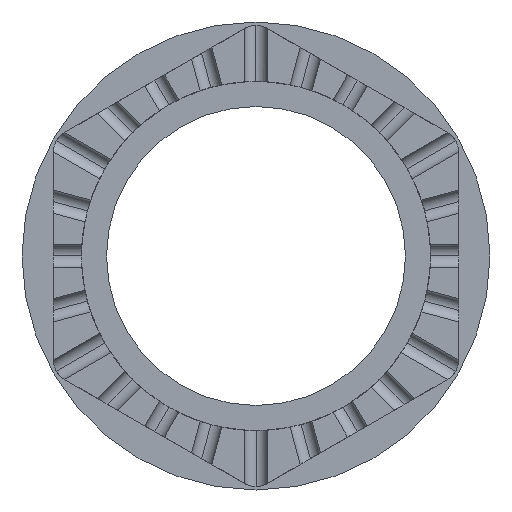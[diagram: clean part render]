
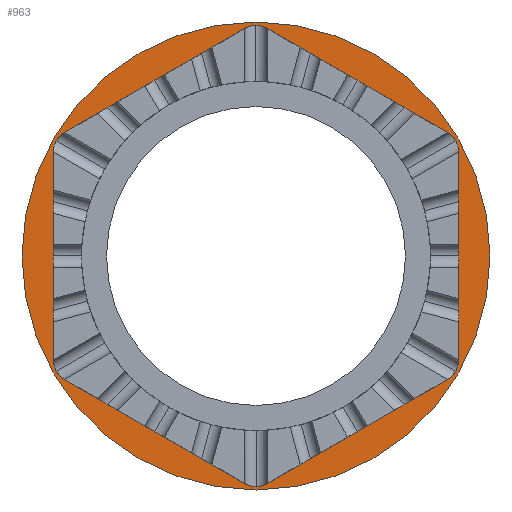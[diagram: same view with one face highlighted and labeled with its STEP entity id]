
A CAD part, left-side view. The second image highlights one B-rep face of the part: STEP entity #963.
In plain terms, the highlighted planar face has unit normal (-1, 0, 0).
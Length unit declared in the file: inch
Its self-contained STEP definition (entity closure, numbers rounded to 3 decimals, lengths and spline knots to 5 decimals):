
#1 = CIRCLE ( 'NONE', #4632, 0.125 ) ;
#44 = AXIS2_PLACEMENT_3D ( 'NONE', #1115, #4585, #142 ) ;
#95 = DIRECTION ( 'NONE',  ( 0., 0., -1. ) ) ;
#97 = CARTESIAN_POINT ( 'NONE',  ( -26.42107, 7.9375, 28.86205 ) ) ;
#114 = CARTESIAN_POINT ( 'NONE',  ( -26.42107, 6.875, 29.47548 ) ) ;
#142 = DIRECTION ( 'NONE',  ( 0., 0., 1. ) ) ;
#150 = VECTOR ( 'NONE', #2368, 39.37008 ) ;
#251 = DIRECTION ( 'NONE',  ( 0., -0.866, 0.5 ) ) ;
#257 = EDGE_CURVE ( 'NONE', #956, #3845, #2410, .T. ) ;
#321 = DIRECTION ( 'NONE',  ( 1., 0., 0. ) ) ;
#358 = CARTESIAN_POINT ( 'NONE',  ( -26.42107, 7.9375, 31.38795 ) ) ;
#433 = AXIS2_PLACEMENT_3D ( 'NONE', #3008, #2707, #1726 ) ;
#497 = LINE ( 'NONE', #114, #1061 ) ;
#532 = DIRECTION ( 'NONE',  ( 0., 0., -1. ) ) ;
#539 = ORIENTED_EDGE ( 'NONE', *, *, #2429, .T. ) ;
#545 = AXIS2_PLACEMENT_3D ( 'NONE', #4490, #3717, #4066 ) ;
#595 = CARTESIAN_POINT ( 'NONE',  ( -26.42107, 6.875, 30.77452 ) ) ;
#684 = EDGE_CURVE ( 'NONE', #4686, #3433, #3252, .T. ) ;
#695 = EDGE_CURVE ( 'NONE', #1948, #1355, #1251, .T. ) ;
#717 = CARTESIAN_POINT ( 'NONE',  ( -26.42107, 6.9375, 30.8106 ) ) ;
#763 = EDGE_LOOP ( 'NONE', ( #961, #1615 ) ) ;
#787 = LINE ( 'NONE', #5511, #2566 ) ;
#805 = EDGE_CURVE ( 'NONE', #4590, #5607, #2668, .T. ) ;
#807 = VECTOR ( 'NONE', #2313, 39.37008 ) ;
#848 = VERTEX_POINT ( 'NONE', #2028 ) ;
#895 = DIRECTION ( 'NONE',  ( 1., 0., 0. ) ) ;
#956 = VERTEX_POINT ( 'NONE', #97 ) ;
#961 = ORIENTED_EDGE ( 'NONE', *, *, #2176, .T. ) ;
#963 = ADVANCED_FACE ( 'NONE', ( #4933, #1830 ), #3219, .F. ) ;
#1004 = AXIS2_PLACEMENT_3D ( 'NONE', #3569, #4511, #1405 ) ;
#1024 = CARTESIAN_POINT ( 'NONE',  ( -26.42107, 9.0625, 29.4394 ) ) ;
#1047 = EDGE_CURVE ( 'NONE', #956, #4744, #1, .T. ) ;
#1061 = VECTOR ( 'NONE', #4363, 39.37008 ) ;
#1115 = CARTESIAN_POINT ( 'NONE',  ( -26.42107, 8., 30.125 ) ) ;
#1139 = CARTESIAN_POINT ( 'NONE',  ( -26.42107, 6.875, 30.70235 ) ) ;
#1251 = CIRCLE ( 'NONE', #1978, 0.125 ) ;
#1318 = LINE ( 'NONE', #3057, #4973 ) ;
#1355 = VERTEX_POINT ( 'NONE', #5534 ) ;
#1379 = VERTEX_POINT ( 'NONE', #1139 ) ;
#1398 = DIRECTION ( 'NONE',  ( 1., 0., 0. ) ) ;
#1405 = DIRECTION ( 'NONE',  ( 0., 0., -1. ) ) ;
#1615 = ORIENTED_EDGE ( 'NONE', *, *, #2742, .T. ) ;
#1630 = DIRECTION ( 'NONE',  ( 0., 0., -1. ) ) ;
#1697 = ORIENTED_EDGE ( 'NONE', *, *, #257, .F. ) ;
#1726 = DIRECTION ( 'NONE',  ( 0., 0., -1. ) ) ;
#1766 = CARTESIAN_POINT ( 'NONE',  ( -26.42107, 8., 31.2797 ) ) ;
#1824 = CARTESIAN_POINT ( 'NONE',  ( -26.42107, 7., 29.54765 ) ) ;
#1830 = FACE_BOUND ( 'NONE', #2286, .T. ) ;
#1893 = CARTESIAN_POINT ( 'NONE',  ( -26.42107, 9.125, 29.47548 ) ) ;
#1916 = LINE ( 'NONE', #1893, #150 ) ;
#1948 = VERTEX_POINT ( 'NONE', #3006 ) ;
#1978 = AXIS2_PLACEMENT_3D ( 'NONE', #2340, #3599, #2734 ) ;
#2028 = CARTESIAN_POINT ( 'NONE',  ( -26.42107, 8., 31.42421 ) ) ;
#2114 = CARTESIAN_POINT ( 'NONE',  ( -26.42107, 8.0625, 28.86205 ) ) ;
#2176 = EDGE_CURVE ( 'NONE', #848, #4597, #5452, .T. ) ;
#2286 = EDGE_LOOP ( 'NONE', ( #3950, #5583, #1697, #2656, #3630, #4048, #4315, #5434, #3211, #2571, #4008, #4264, #539 ) ) ;
#2313 = DIRECTION ( 'NONE',  ( 0., 0.866, 0.5 ) ) ;
#2340 = CARTESIAN_POINT ( 'NONE',  ( -26.42107, 9., 30.70235 ) ) ;
#2368 = DIRECTION ( 'NONE',  ( 0., -0.866, -0.5 ) ) ;
#2410 = LINE ( 'NONE', #4448, #4295 ) ;
#2429 = EDGE_CURVE ( 'NONE', #4686, #1379, #3607, .T. ) ;
#2504 = EDGE_CURVE ( 'NONE', #2624, #1355, #1318, .T. ) ;
#2566 = VECTOR ( 'NONE', #1630, 39.37008 ) ;
#2571 = ORIENTED_EDGE ( 'NONE', *, *, #2504, .F. ) ;
#2601 = CIRCLE ( 'NONE', #433, 0.125 ) ;
#2624 = VERTEX_POINT ( 'NONE', #4354 ) ;
#2656 = ORIENTED_EDGE ( 'NONE', *, *, #1047, .T. ) ;
#2668 = CIRCLE ( 'NONE', #5407, 0.125 ) ;
#2707 = DIRECTION ( 'NONE',  ( 1., 0., 0. ) ) ;
#2734 = DIRECTION ( 'NONE',  ( 0., 0., -1. ) ) ;
#2742 = EDGE_CURVE ( 'NONE', #4597, #848, #5043, .T. ) ;
#2746 = CARTESIAN_POINT ( 'NONE',  ( -26.42107, 8., 28.82579 ) ) ;
#2941 = DIRECTION ( 'NONE',  ( 1., 0., 0. ) ) ;
#2993 = VERTEX_POINT ( 'NONE', #3584 ) ;
#3006 = CARTESIAN_POINT ( 'NONE',  ( -26.42107, 9.125, 30.70235 ) ) ;
#3008 = CARTESIAN_POINT ( 'NONE',  ( -26.42107, 8., 28.9703 ) ) ;
#3057 = CARTESIAN_POINT ( 'NONE',  ( -26.42107, 8., 31.42404 ) ) ;
#3082 = DIRECTION ( 'NONE',  ( 1., 0., 0. ) ) ;
#3211 = ORIENTED_EDGE ( 'NONE', *, *, #695, .T. ) ;
#3219 = PLANE ( 'NONE',  #1004 ) ;
#3252 = LINE ( 'NONE', #595, #807 ) ;
#3272 = CARTESIAN_POINT ( 'NONE',  ( -26.42107, 8., 28.9703 ) ) ;
#3337 = CARTESIAN_POINT ( 'NONE',  ( -26.42107, 9., 29.54765 ) ) ;
#3433 = VERTEX_POINT ( 'NONE', #358 ) ;
#3569 = CARTESIAN_POINT ( 'NONE',  ( -26.42107, 9.29921, 30.125 ) ) ;
#3584 = CARTESIAN_POINT ( 'NONE',  ( -26.42107, 6.875, 29.54765 ) ) ;
#3599 = DIRECTION ( 'NONE',  ( 1., 0., 0. ) ) ;
#3607 = CIRCLE ( 'NONE', #4336, 0.125 ) ;
#3630 = ORIENTED_EDGE ( 'NONE', *, *, #4790, .T. ) ;
#3671 = AXIS2_PLACEMENT_3D ( 'NONE', #1824, #1398, #532 ) ;
#3717 = DIRECTION ( 'NONE',  ( -1., 0., 0. ) ) ;
#3845 = VERTEX_POINT ( 'NONE', #3935 ) ;
#3935 = CARTESIAN_POINT ( 'NONE',  ( -26.42107, 6.9375, 29.4394 ) ) ;
#3944 = CARTESIAN_POINT ( 'NONE',  ( -26.42107, 7., 30.70235 ) ) ;
#3950 = ORIENTED_EDGE ( 'NONE', *, *, #4207, .F. ) ;
#4008 = ORIENTED_EDGE ( 'NONE', *, *, #5419, .T. ) ;
#4048 = ORIENTED_EDGE ( 'NONE', *, *, #4871, .F. ) ;
#4066 = DIRECTION ( 'NONE',  ( 0., 0., 1. ) ) ;
#4086 = VERTEX_POINT ( 'NONE', #2114 ) ;
#4135 = AXIS2_PLACEMENT_3D ( 'NONE', #1766, #895, #4785 ) ;
#4207 = EDGE_CURVE ( 'NONE', #2993, #1379, #497, .T. ) ;
#4264 = ORIENTED_EDGE ( 'NONE', *, *, #684, .F. ) ;
#4295 = VECTOR ( 'NONE', #251, 39.37008 ) ;
#4315 = ORIENTED_EDGE ( 'NONE', *, *, #805, .T. ) ;
#4336 = AXIS2_PLACEMENT_3D ( 'NONE', #3944, #3082, #95 ) ;
#4354 = CARTESIAN_POINT ( 'NONE',  ( -26.42107, 8.0625, 31.38795 ) ) ;
#4363 = DIRECTION ( 'NONE',  ( 0., 0., 1. ) ) ;
#4448 = CARTESIAN_POINT ( 'NONE',  ( -26.42107, 8., 28.82596 ) ) ;
#4490 = CARTESIAN_POINT ( 'NONE',  ( -26.42107, 8., 30.125 ) ) ;
#4511 = DIRECTION ( 'NONE',  ( 1., 0., 0. ) ) ;
#4585 = DIRECTION ( 'NONE',  ( -1., 0., 0. ) ) ;
#4590 = VERTEX_POINT ( 'NONE', #1024 ) ;
#4597 = VERTEX_POINT ( 'NONE', #2746 ) ;
#4632 = AXIS2_PLACEMENT_3D ( 'NONE', #3272, #321, #5016 ) ;
#4686 = VERTEX_POINT ( 'NONE', #717 ) ;
#4744 = VERTEX_POINT ( 'NONE', #5644 ) ;
#4759 = CIRCLE ( 'NONE', #3671, 0.125 ) ;
#4785 = DIRECTION ( 'NONE',  ( 0., 0., -1. ) ) ;
#4790 = EDGE_CURVE ( 'NONE', #4744, #4086, #2601, .T. ) ;
#4800 = DIRECTION ( 'NONE',  ( 0., 0.866, -0.5 ) ) ;
#4853 = CIRCLE ( 'NONE', #4135, 0.125 ) ;
#4871 = EDGE_CURVE ( 'NONE', #4590, #4086, #1916, .T. ) ;
#4933 = FACE_OUTER_BOUND ( 'NONE', #763, .T. ) ;
#4956 = EDGE_CURVE ( 'NONE', #1948, #5607, #787, .T. ) ;
#4973 = VECTOR ( 'NONE', #4800, 39.37008 ) ;
#5016 = DIRECTION ( 'NONE',  ( 0., 0., -1. ) ) ;
#5043 = CIRCLE ( 'NONE', #44, 1.29921 ) ;
#5067 = EDGE_CURVE ( 'NONE', #2993, #3845, #4759, .T. ) ;
#5326 = CARTESIAN_POINT ( 'NONE',  ( -26.42107, 9.125, 29.54765 ) ) ;
#5407 = AXIS2_PLACEMENT_3D ( 'NONE', #3337, #2941, #5457 ) ;
#5419 = EDGE_CURVE ( 'NONE', #2624, #3433, #4853, .T. ) ;
#5434 = ORIENTED_EDGE ( 'NONE', *, *, #4956, .F. ) ;
#5452 = CIRCLE ( 'NONE', #545, 1.29921 ) ;
#5457 = DIRECTION ( 'NONE',  ( 0., 0., -1. ) ) ;
#5511 = CARTESIAN_POINT ( 'NONE',  ( -26.42107, 9.125, 30.77452 ) ) ;
#5534 = CARTESIAN_POINT ( 'NONE',  ( -26.42107, 9.0625, 30.8106 ) ) ;
#5583 = ORIENTED_EDGE ( 'NONE', *, *, #5067, .T. ) ;
#5607 = VERTEX_POINT ( 'NONE', #5326 ) ;
#5644 = CARTESIAN_POINT ( 'NONE',  ( -26.42107, 8., 28.8453 ) ) ;
